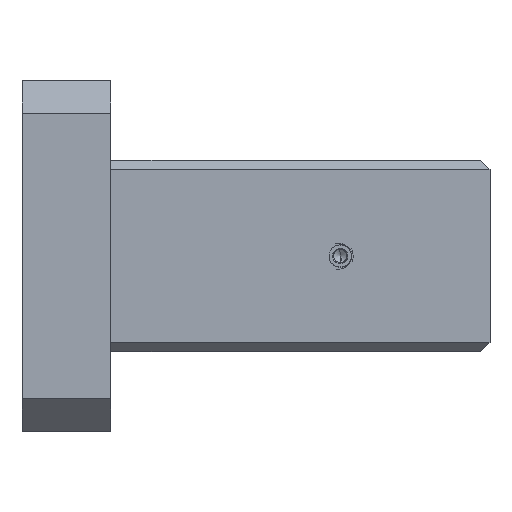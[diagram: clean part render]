
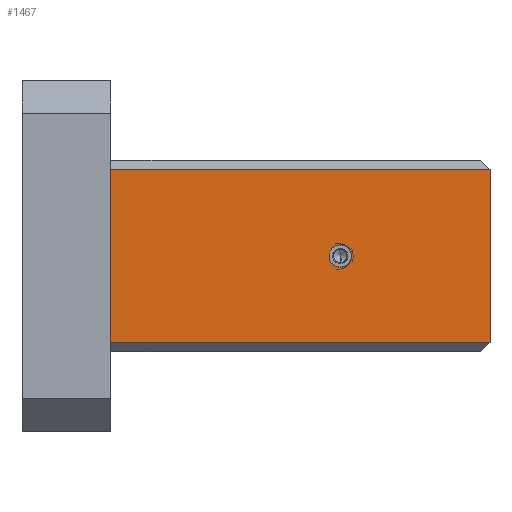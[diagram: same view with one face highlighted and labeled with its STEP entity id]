
A CAD part, front view. The second image highlights one B-rep face of the part: STEP entity #1467.
In plain terms, the highlighted planar face has unit normal (0, -1, 0).
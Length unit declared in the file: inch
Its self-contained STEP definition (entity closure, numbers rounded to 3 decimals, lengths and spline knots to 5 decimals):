
#80 = DIRECTION ( 'NONE',  ( 0., -1., 0. ) ) ;
#177 = DIRECTION ( 'NONE',  ( 0., 1., 0. ) ) ;
#488 = VECTOR ( 'NONE', #3515, 39.37008 ) ;
#519 = ORIENTED_EDGE ( 'NONE', *, *, #3377, .F. ) ;
#571 = CARTESIAN_POINT ( 'NONE',  ( -0.27214, -0.1677, 0.2449 ) ) ;
#689 = VECTOR ( 'NONE', #9818, 39.37008 ) ;
#1046 = DIRECTION ( 'NONE',  ( 0., 0., -1. ) ) ;
#1467 = ADVANCED_FACE ( 'NONE', ( #7518, #2793 ), #5985, .F. ) ;
#1476 = EDGE_CURVE ( 'NONE', #10264, #9685, #4866, .T. ) ;
#1534 = CARTESIAN_POINT ( 'NONE',  ( 0.04786, -0.1677, 0.08335 ) ) ;
#1573 = CARTESIAN_POINT ( 'NONE',  ( -0.27214, -0.1677, 0.26835 ) ) ;
#1644 = VERTEX_POINT ( 'NONE', #6939 ) ;
#1699 = VERTEX_POINT ( 'NONE', #8836 ) ;
#2758 = AXIS2_PLACEMENT_3D ( 'NONE', #1573, #80, #10619 ) ;
#2793 = FACE_OUTER_BOUND ( 'NONE', #10261, .T. ) ;
#2888 = ORIENTED_EDGE ( 'NONE', *, *, #9776, .F. ) ;
#3187 = ORIENTED_EDGE ( 'NONE', *, *, #1476, .T. ) ;
#3377 = EDGE_CURVE ( 'NONE', #7887, #1644, #6107, .T. ) ;
#3484 = EDGE_LOOP ( 'NONE', ( #519, #7038 ) ) ;
#3515 = DIRECTION ( 'NONE',  ( 0., 0., 1. ) ) ;
#3623 = ORIENTED_EDGE ( 'NONE', *, *, #4763, .T. ) ;
#4287 = DIRECTION ( 'NONE',  ( -1., 0., 0. ) ) ;
#4674 = CARTESIAN_POINT ( 'NONE',  ( -0.76214, -0.1677, 0.08335 ) ) ;
#4683 = CARTESIAN_POINT ( 'NONE',  ( 0.04786, -0.1677, 0.45335 ) ) ;
#4721 = CIRCLE ( 'NONE', #4813, 0.02345 ) ;
#4763 = EDGE_CURVE ( 'NONE', #8747, #1699, #5850, .T. ) ;
#4813 = AXIS2_PLACEMENT_3D ( 'NONE', #8451, #10195, #1046 ) ;
#4866 = LINE ( 'NONE', #8346, #6765 ) ;
#4923 = DIRECTION ( 'NONE',  ( -1., 0., 0. ) ) ;
#5850 = LINE ( 'NONE', #8157, #7127 ) ;
#5908 = DIRECTION ( 'NONE',  ( 1., 0., 0. ) ) ;
#5985 = PLANE ( 'NONE',  #6038 ) ;
#6038 = AXIS2_PLACEMENT_3D ( 'NONE', #9984, #177, #4287 ) ;
#6071 = LINE ( 'NONE', #8184, #689 ) ;
#6107 = CIRCLE ( 'NONE', #2758, 0.02345 ) ;
#6309 = ORIENTED_EDGE ( 'NONE', *, *, #7983, .T. ) ;
#6516 = LINE ( 'NONE', #6773, #488 ) ;
#6765 = VECTOR ( 'NONE', #5908, 39.37008 ) ;
#6773 = CARTESIAN_POINT ( 'NONE',  ( 0.04786, -0.1677, -0.10665 ) ) ;
#6939 = CARTESIAN_POINT ( 'NONE',  ( -0.27214, -0.1677, 0.2918 ) ) ;
#7038 = ORIENTED_EDGE ( 'NONE', *, *, #8419, .F. ) ;
#7127 = VECTOR ( 'NONE', #4923, 39.37008 ) ;
#7518 = FACE_BOUND ( 'NONE', #3484, .T. ) ;
#7887 = VERTEX_POINT ( 'NONE', #571 ) ;
#7983 = EDGE_CURVE ( 'NONE', #9685, #8747, #6516, .T. ) ;
#8157 = CARTESIAN_POINT ( 'NONE',  ( 0.04786, -0.1677, 0.45335 ) ) ;
#8184 = CARTESIAN_POINT ( 'NONE',  ( -0.76214, -0.1677, -0.10665 ) ) ;
#8346 = CARTESIAN_POINT ( 'NONE',  ( 0.04786, -0.1677, 0.08335 ) ) ;
#8419 = EDGE_CURVE ( 'NONE', #1644, #7887, #4721, .T. ) ;
#8451 = CARTESIAN_POINT ( 'NONE',  ( -0.27214, -0.1677, 0.26835 ) ) ;
#8747 = VERTEX_POINT ( 'NONE', #4683 ) ;
#8836 = CARTESIAN_POINT ( 'NONE',  ( -0.76214, -0.1677, 0.45335 ) ) ;
#9685 = VERTEX_POINT ( 'NONE', #1534 ) ;
#9776 = EDGE_CURVE ( 'NONE', #10264, #1699, #6071, .T. ) ;
#9818 = DIRECTION ( 'NONE',  ( 0., 0., 1. ) ) ;
#9984 = CARTESIAN_POINT ( 'NONE',  ( 0.04786, -0.1677, -0.10665 ) ) ;
#10195 = DIRECTION ( 'NONE',  ( 0., -1., 0. ) ) ;
#10261 = EDGE_LOOP ( 'NONE', ( #6309, #3623, #2888, #3187 ) ) ;
#10264 = VERTEX_POINT ( 'NONE', #4674 ) ;
#10619 = DIRECTION ( 'NONE',  ( 0., 0., -1. ) ) ;
